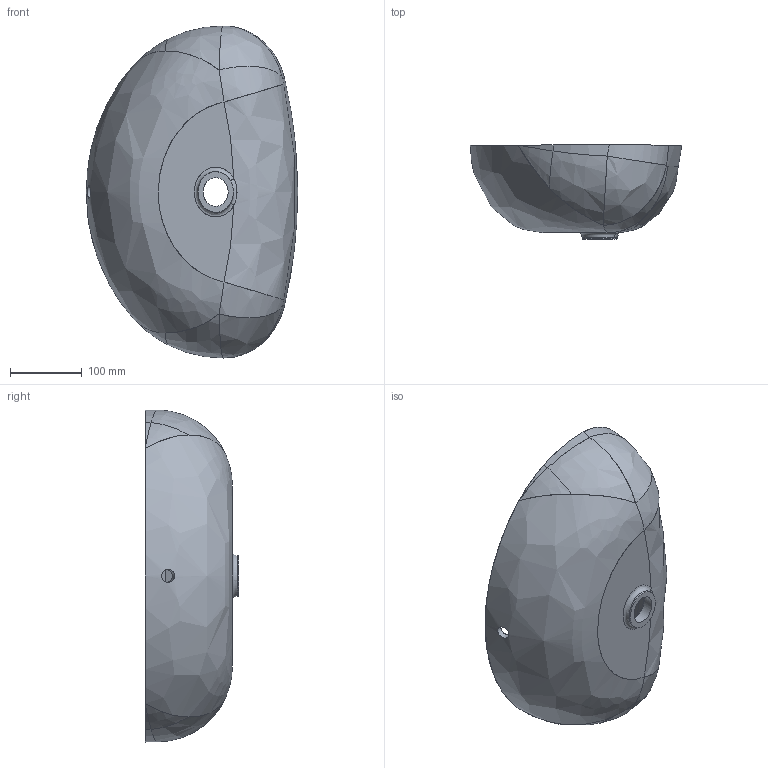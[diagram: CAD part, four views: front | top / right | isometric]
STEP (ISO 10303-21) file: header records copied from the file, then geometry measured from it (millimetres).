
FILE_DESCRIPTION(('STEP AP203'),'2;1');
FILE_NAME('040 Sara.stp','2017-07-04T10:31:44',(''),(''),'2015.2.119','THINKDESIGN','');
FILE_SCHEMA(('CONFIG_CONTROL_DESIGN'));
Length unit declared in the file: millimetre
Bounding box: 294.08 x 130.44 x 461.95 mm (x, y, z)
Surface area: 383026.5 mm2 (no closed solid volume)
Topology: 0 solids, 0 shells, 44 faces, 351 edges, 347 vertices
Faces by surface type: bspline 44
Entity records: 5507 total; most frequent: CARTESIAN_POINT 4655, COMPOSITE_CURVE_SEGMENT 347, B_SPLINE_CURVE_WITH_KNOTS 197, OUTER_BOUNDARY_CURVE 44, CURVE_BOUNDED_SURFACE 44, QUASI_UNIFORM_CURVE 30, B_SPLINE_SURFACE_WITH_KNOTS 21, DIRECTION 16
